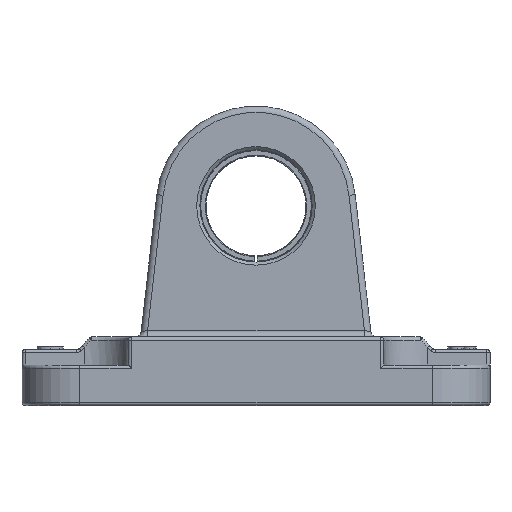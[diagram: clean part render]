
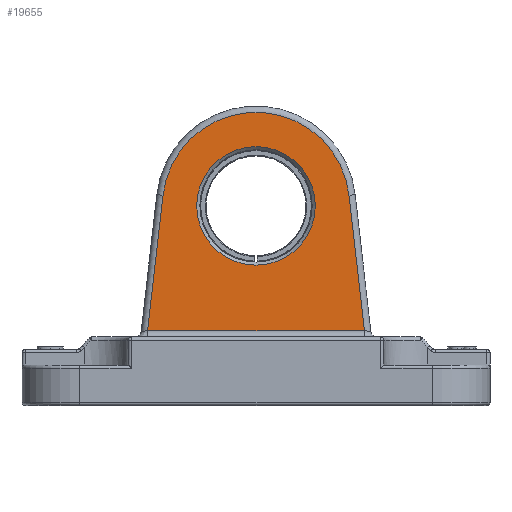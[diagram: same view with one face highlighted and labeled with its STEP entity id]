
A CAD part, left-side view. The second image highlights one B-rep face of the part: STEP entity #19655.
In plain terms, the highlighted planar face has unit normal (-1, 0, 0).
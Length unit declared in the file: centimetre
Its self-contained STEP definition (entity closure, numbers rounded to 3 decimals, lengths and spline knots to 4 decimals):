
#207=CIRCLE($,#20190,1.5);
#208=CIRCLE($,#20194,0.95);
#388=FACE_BOUND($,#2683,.T.);
#609=PLANE($,#20193);
#1539=FACE_OUTER_BOUND($,#2682,.T.);
#2682=EDGE_LOOP($,(#16864,#16865,#16866,#16867));
#2683=EDGE_LOOP($,(#16868));
#4014=LINE($,#39014,#5341);
#4017=LINE($,#39022,#5344);
#4019=LINE($,#39031,#5346);
#5341=VECTOR($,#22093,3.4759);
#5344=VECTOR($,#22102,2.1841);
#5346=VECTOR($,#22114,2.1841);
#8659=VERTEX_POINT($,#38978);
#8661=VERTEX_POINT($,#39008);
#8663=VERTEX_POINT($,#39018);
#8665=VERTEX_POINT($,#39024);
#8667=VERTEX_POINT($,#39035);
#11436=EDGE_CURVE($,#8661,#8659,#4014,.T.);
#11440=EDGE_CURVE($,#8659,#8663,#4017,.T.);
#11443=EDGE_CURVE($,#8663,#8665,#207,.T.);
#11445=EDGE_CURVE($,#8665,#8661,#4019,.T.);
#11447=EDGE_CURVE($,#8667,#8667,#208,.T.);
#16864=ORIENTED_EDGE($,*,*,#11436,.F.);
#16865=ORIENTED_EDGE($,*,*,#11445,.F.);
#16866=ORIENTED_EDGE($,*,*,#11443,.F.);
#16867=ORIENTED_EDGE($,*,*,#11440,.F.);
#16868=ORIENTED_EDGE($,*,*,#11447,.F.);
#19655=ADVANCED_FACE($,(#1539,#388),#609,.F.);
#20190=AXIS2_PLACEMENT_3D($,#39028,#22109,#22110);
#20193=AXIS2_PLACEMENT_3D($,#39034,#22118,#22119);
#20194=AXIS2_PLACEMENT_3D($,#39036,#22120,#22121);
#22093=DIRECTION($,(0.,1.,0.));
#22102=DIRECTION($,(0.,-0.113,0.994));
#22109=DIRECTION('center_axis',(1.,0.,0.));
#22110=DIRECTION('ref_axis',(0.,0.,1.));
#22114=DIRECTION($,(0.,-0.113,-0.994));
#22118=DIRECTION('center_axis',(1.,0.,0.));
#22119=DIRECTION('ref_axis',(0.,0.,-1.));
#22120=DIRECTION('center_axis',(-1.,0.,0.));
#22121=DIRECTION('ref_axis',(0.,-1.,0.));
#38978=CARTESIAN_POINT('',(-3.5,1.7379,1.2));
#39008=CARTESIAN_POINT('',(-3.5,-1.7379,1.2));
#39014=CARTESIAN_POINT($,(-3.5,-1.7379,1.2));
#39018=CARTESIAN_POINT('',(-3.5,1.4903,3.3701));
#39022=CARTESIAN_POINT($,(-3.5,1.7379,1.2));
#39024=CARTESIAN_POINT('',(-3.5,-1.4903,3.3701));
#39028=CARTESIAN_POINT('Origin',(-3.5,0.,3.2));
#39031=CARTESIAN_POINT($,(-3.5,-1.4903,3.3701));
#39034=CARTESIAN_POINT('Origin',(-3.5,0.,2.6206));
#39035=CARTESIAN_POINT('',(-3.5,0.95,3.2));
#39036=CARTESIAN_POINT('Origin',(-3.5,0.,3.2));
